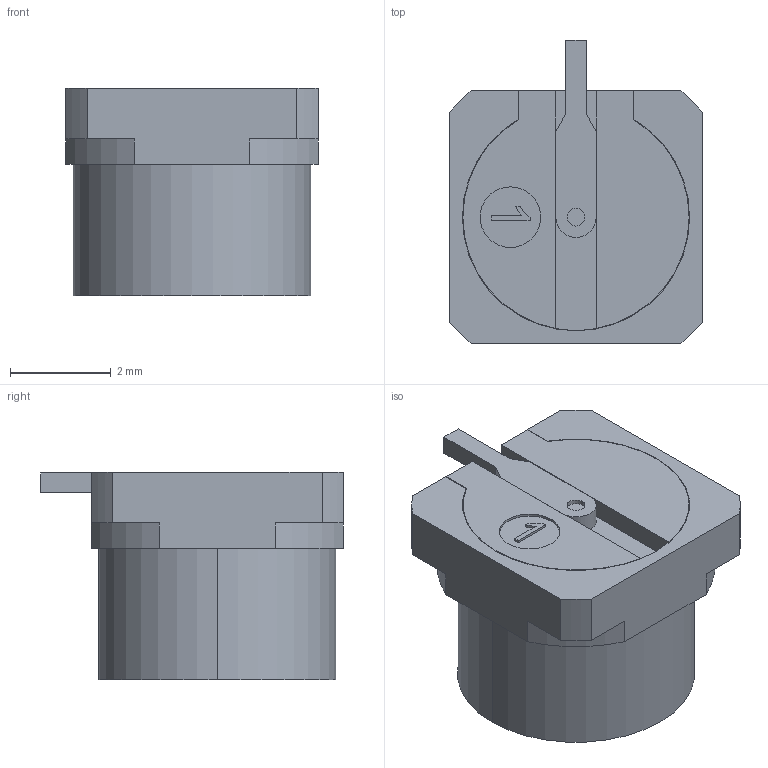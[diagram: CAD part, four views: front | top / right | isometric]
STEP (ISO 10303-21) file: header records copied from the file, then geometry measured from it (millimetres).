
FILE_DESCRIPTION (( 'STEP AP203' ), '1' );
FILE_NAME ('PE45278TR1.step', '2018-11-27T17:33:01', ( '' ), ( '' ), 'SwSTEP 2.0', 'SolidWorks 2017', '' );
FILE_SCHEMA (( 'CONFIG_CONTROL_DESIGN' ));
Length unit declared in the file: inch
Products named in the file (1): PE45278TR1
Bounding box: 5 x 6 x 4.1 mm (x, y, z)
Volume: 62.3 mm3; surface area: 212.9 mm2
Topology: 2 solids, 3 shells, 99 faces, 245 edges, 159 vertices
Faces by surface type: plane 45, cylinder 44, cone 6, bspline 2, sphere 2
Entity records: 3120 total; most frequent: CARTESIAN_POINT 640, DIRECTION 519, ORIENTED_EDGE 482, EDGE_CURVE 241, AXIS2_PLACEMENT_3D 188, VERTEX_POINT 157, VECTOR 143, LINE 143
